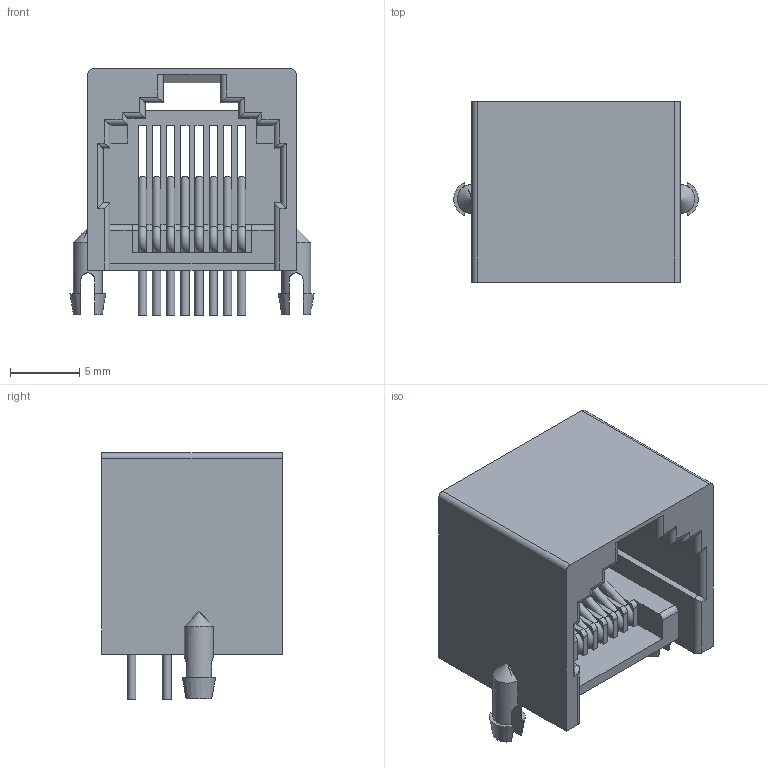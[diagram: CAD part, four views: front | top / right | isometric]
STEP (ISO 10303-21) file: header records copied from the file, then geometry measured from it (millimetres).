
FILE_DESCRIPTION(/* description */ ('STEP AP242','CAx-IF Rec.Pracs.---Representation and Presentation of Product Manufacturing Information (PMI)---4.0---2014-10-13','CAx-IF Rec.Pracs.---3D Tessellated Geometry---0.4---2014-09-14','2;1'),/* implementation_level */ '2;1');
FILE_NAME(/* name */ '6781e8f5fe3838051d439bca',/* time_stamp */ '2025-01-11T03:43:50Z',/* author */ (''),/* organization */ (''),/* preprocessor_version */ 'ST-DEVELOPER v20',/* originating_system */ 'ONSHAPE BY PTC INC, 1.192',/* authorisation */ ' ');
FILE_SCHEMA (('AP242_MANAGED_MODEL_BASED_3D_ENGINEERING_MIM_LF { 1 0 10303 442 1 1 4 }'));
Length unit declared in the file: metre
Products named in the file (17): Part 1; Part 2; Part 3; Part 4; Part 5; Part 6; Part 7; Part 8; Body; Part 10; Part 11; Part 12; Part 13; Part 14; Part 15; Part 16; Part 17
Bounding box: 17.6 x 13 x 17.75 mm (x, y, z)
Volume: 1274.3 mm3; surface area: 2311.7 mm2
Topology: 17 solids, 17 shells, 233 faces, 596 edges, 386 vertices
Faces by surface type: plane 164, cylinder 55, torus 8, cone 6
Full cylindrical faces by diameter (mm): 0.6 x16, 2.1 x2
Entity records: 7289 total; most frequent: CARTESIAN_POINT 1248, DIRECTION 1160, ORIENTED_EDGE 1132, EDGE_CURVE 566, LINE 448, VECTOR 448, VERTEX_POINT 384, AXIS2_PLACEMENT_3D 356
